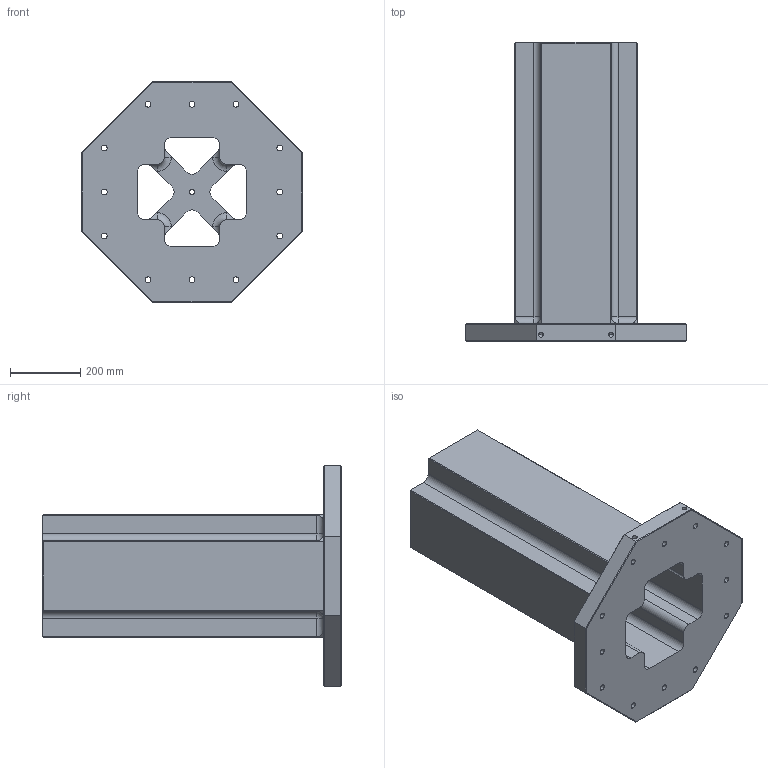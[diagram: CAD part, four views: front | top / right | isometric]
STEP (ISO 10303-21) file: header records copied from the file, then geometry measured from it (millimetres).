
FILE_DESCRIPTION (( 'STEP AP214' ), '1' );
FILE_NAME ('05-0319.STEP', '2024-02-09T17:12:56', ( '' ), ( '' ), 'SwSTEP 2.0', 'SolidWorks 2022', '' );
FILE_SCHEMA (( 'AUTOMOTIVE_DESIGN' ));
Length unit declared in the file: millimetre
Products named in the file (1): 05-0319
Bounding box: 630 x 850 x 630 mm (x, y, z)
Volume: 35522086.5 mm3; surface area: 2725746.2 mm2
Topology: 1 solids, 1 shells, 195 faces, 523 edges, 313 vertices
Faces by surface type: cylinder 93, plane 72, cone 22, torus 4, sphere 4
Entity records: 7125 total; most frequent: CARTESIAN_POINT 1078, DIRECTION 1031, ORIENTED_EDGE 994, EDGE_CURVE 497, AXIS2_PLACEMENT_3D 362, VERTEX_POINT 313, LINE 307, VECTOR 307
